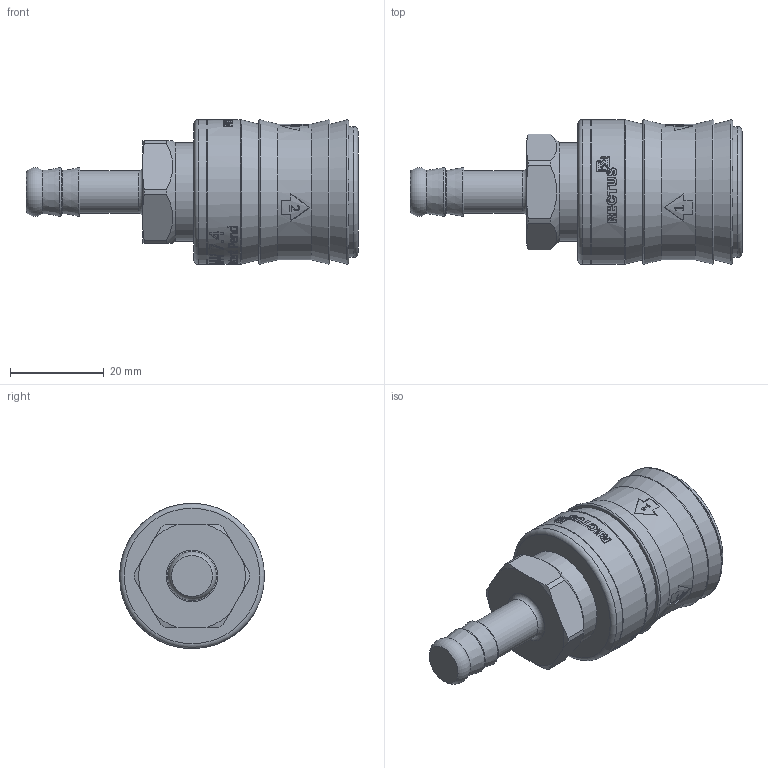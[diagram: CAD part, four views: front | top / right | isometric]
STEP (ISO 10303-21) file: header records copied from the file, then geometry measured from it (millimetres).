
FILE_DESCRIPTION(/* description */ (''),/* implementation_level */ '2;1');
FILE_NAME(/* name */ '26KETF09MPN.stp',/* time_stamp */ '2016-11-21T20:16:24+06:00',/* author */ ('pv00476129'),/* organization */ (''),/* preprocessor_version */ 'ST-DEVELOPER v15.2',/* originating_system */ 'Autodesk Inventor 2014',/* authorisation */ '');
FILE_SCHEMA (('AUTOMOTIVE_DESIGN { 1 0 10303 214 3 1 1 }'));
Products named in the file (1): 26KETF09MPN
Bounding box: 71 x 31 x 31 mm (x, y, z)
Volume: 30647.8 mm3; surface area: 6735.3 mm2
Topology: 5 solids, 5 shells, 934 faces, 2519 edges, 1675 vertices
Faces by surface type: plane 421, bspline 396, cylinder 91, cone 14, torus 12
Full cylindrical faces by diameter (mm): 9.1 x1, 21 x1, 28 x1, 29 x1, 31 x2
Entity records: 125097 total; most frequent: CARTESIAN_POINT 103924, ORIENTED_EDGE 4978, DIRECTION 2733, EDGE_CURVE 2489, VERTEX_POINT 1671, B_SPLINE_CURVE_WITH_KNOTS 1119, LINE 1049, VECTOR 1049
